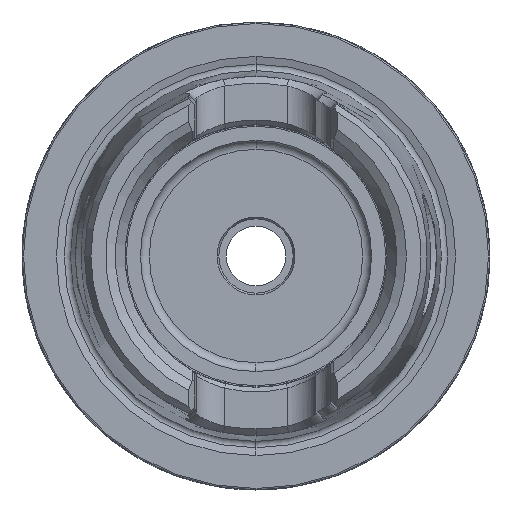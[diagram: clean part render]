
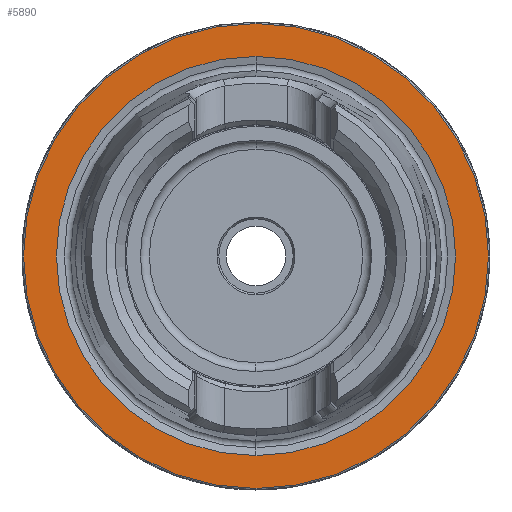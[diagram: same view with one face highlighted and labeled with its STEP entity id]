
A CAD part, left-side view. The second image highlights one B-rep face of the part: STEP entity #5890.
In plain terms, the highlighted planar face has unit normal (-1, 0, 0).
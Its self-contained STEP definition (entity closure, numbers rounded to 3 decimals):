
#314 = VERTEX_POINT ( 'NONE', #8406 ) ;
#589 = EDGE_CURVE ( 'NONE', #314, #6331, #10055, .T. ) ;
#776 = AXIS2_PLACEMENT_3D ( 'NONE', #10642, #4855, #11630 ) ;
#1104 = DIRECTION ( 'NONE',  ( 0., 0., -1. ) ) ;
#1129 = AXIS2_PLACEMENT_3D ( 'NONE', #3626, #10412, #4618 ) ;
#1131 = ORIENTED_EDGE ( 'NONE', *, *, #10198, .T. ) ;
#2568 = AXIS2_PLACEMENT_3D ( 'NONE', #7788, #6955, #1104 ) ;
#2714 = CARTESIAN_POINT ( 'NONE',  ( 0., 0., 0. ) ) ;
#3626 = CARTESIAN_POINT ( 'NONE',  ( 0., 0., 0. ) ) ;
#3692 = DIRECTION ( 'NONE',  ( 0., 0., 1. ) ) ;
#3980 = FACE_BOUND ( 'NONE', #9198, .T. ) ;
#4618 = DIRECTION ( 'NONE',  ( 0., 0., 1. ) ) ;
#4679 = EDGE_CURVE ( 'NONE', #10372, #5165, #8997, .T. ) ;
#4855 = DIRECTION ( 'NONE',  ( -1., 0., 0. ) ) ;
#4932 = PLANE ( 'NONE',  #2568 ) ;
#5165 = VERTEX_POINT ( 'NONE', #11082 ) ;
#5469 = ORIENTED_EDGE ( 'NONE', *, *, #4679, .T. ) ;
#5799 = CIRCLE ( 'NONE', #7556, 26.85 ) ;
#5890 = ADVANCED_FACE ( 'NONE', ( #3980, #9132 ), #4932, .F. ) ;
#5897 = DIRECTION ( 'NONE',  ( 0., 0., 1. ) ) ;
#6267 = DIRECTION ( 'NONE',  ( -1., 0., 0. ) ) ;
#6331 = VERTEX_POINT ( 'NONE', #11952 ) ;
#6379 = ORIENTED_EDGE ( 'NONE', *, *, #6500, .F. ) ;
#6500 = EDGE_CURVE ( 'NONE', #6331, #314, #5799, .T. ) ;
#6955 = DIRECTION ( 'NONE',  ( 1., 0., 0. ) ) ;
#7556 = AXIS2_PLACEMENT_3D ( 'NONE', #2714, #9510, #3692 ) ;
#7788 = CARTESIAN_POINT ( 'NONE',  ( 0., 31.275, 0. ) ) ;
#8406 = CARTESIAN_POINT ( 'NONE',  ( 0., 0., -26.85 ) ) ;
#8614 = AXIS2_PLACEMENT_3D ( 'NONE', #12006, #6267, #5897 ) ;
#8810 = EDGE_LOOP ( 'NONE', ( #5469, #1131 ) ) ;
#8997 = CIRCLE ( 'NONE', #776, 31.275 ) ;
#9132 = FACE_OUTER_BOUND ( 'NONE', #8810, .T. ) ;
#9198 = EDGE_LOOP ( 'NONE', ( #6379, #10250 ) ) ;
#9495 = CIRCLE ( 'NONE', #1129, 31.275 ) ;
#9510 = DIRECTION ( 'NONE',  ( -1., 0., 0. ) ) ;
#9611 = CARTESIAN_POINT ( 'NONE',  ( 0., 0., 31.275 ) ) ;
#10055 = CIRCLE ( 'NONE', #8614, 26.85 ) ;
#10198 = EDGE_CURVE ( 'NONE', #5165, #10372, #9495, .T. ) ;
#10250 = ORIENTED_EDGE ( 'NONE', *, *, #589, .F. ) ;
#10372 = VERTEX_POINT ( 'NONE', #9611 ) ;
#10412 = DIRECTION ( 'NONE',  ( -1., 0., 0. ) ) ;
#10642 = CARTESIAN_POINT ( 'NONE',  ( 0., 0., 0. ) ) ;
#11082 = CARTESIAN_POINT ( 'NONE',  ( 0., 0., -31.275 ) ) ;
#11630 = DIRECTION ( 'NONE',  ( 0., 0., 1. ) ) ;
#11952 = CARTESIAN_POINT ( 'NONE',  ( 0., 0., 26.85 ) ) ;
#12006 = CARTESIAN_POINT ( 'NONE',  ( 0., 0., 0. ) ) ;
